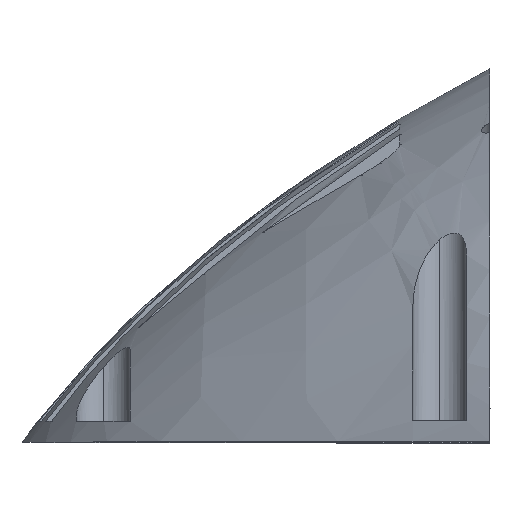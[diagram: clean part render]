
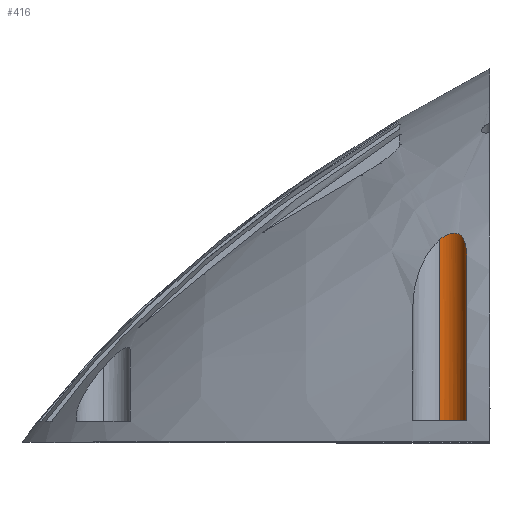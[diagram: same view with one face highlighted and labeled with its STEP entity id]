
A CAD part, top view. The second image highlights one B-rep face of the part: STEP entity #416.
In plain terms, the highlighted cylindrical face has radius 2.6 mm (diameter 5.2 mm), a partial arc.
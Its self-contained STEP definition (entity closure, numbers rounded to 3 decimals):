
#46 = CARTESIAN_POINT ( 'NONE',  ( 371.091, 1022.526, 846.165 ) ) ;
#55 = CARTESIAN_POINT ( 'NONE',  ( 371.704, 1000.429, 843.637 ) ) ;
#79 = CARTESIAN_POINT ( 'NONE',  ( 371.091, 1022.526, 843.565 ) ) ;
#90 = CARTESIAN_POINT ( 'NONE',  ( 371.427, 1000.269, 843.58 ) ) ;
#98 = VECTOR ( 'NONE', #2844, 1000. ) ;
#225 = EDGE_LOOP ( 'NONE', ( #2795, #5539, #1001, #5157 ) ) ;
#416 = ADVANCED_FACE ( 'NONE', ( #5456 ), #1147, .F. ) ;
#464 = CARTESIAN_POINT ( 'NONE',  ( 373.691, 1022.526, 846.165 ) ) ;
#556 = CARTESIAN_POINT ( 'NONE',  ( 372.56, 1000.661, 844.01 ) ) ;
#661 = CARTESIAN_POINT ( 'NONE',  ( 373.262, 1000.29, 844.722 ) ) ;
#830 = CARTESIAN_POINT ( 'NONE',  ( 373.691, 998.51, 846.165 ) ) ;
#838 = DIRECTION ( 'NONE',  ( 0., 1., 0. ) ) ;
#1001 = ORIENTED_EDGE ( 'NONE', *, *, #4512, .F. ) ;
#1124 = CARTESIAN_POINT ( 'NONE',  ( 373.691, 998.875, 845.938 ) ) ;
#1147 = CYLINDRICAL_SURFACE ( 'NONE', #2215, 2.6 ) ;
#1191 = CARTESIAN_POINT ( 'NONE',  ( 371.797, 1000.476, 843.661 ) ) ;
#1224 = CARTESIAN_POINT ( 'NONE',  ( 373.35, 1000.16, 844.869 ) ) ;
#1505 = CARTESIAN_POINT ( 'NONE',  ( 371.091, 982.526, 843.565 ) ) ;
#1703 = B_SPLINE_CURVE_WITH_KNOTS ( 'NONE', 3,
 ( #3924, #7045, #90, #55, #1191, #6106, #6540, #3886, #556, #2153, #4897, #6001, #3386, #661, #1224, #2186, #2687, #2224, #1124, #3251 ),
 .UNSPECIFIED., .F., .F.,
 ( 4, 2, 2, 2, 2, 2, 2, 2, 2, 4 ),
 ( 0.008, 0.008, 0.009, 0.009, 0.01, 0.01, 0.01, 0.011, 0.012, 0.013 ),
 .UNSPECIFIED. ) ;
#2064 = CARTESIAN_POINT ( 'NONE',  ( 371.091, 1000.003, 843.565 ) ) ;
#2153 = CARTESIAN_POINT ( 'NONE',  ( 372.806, 1000.603, 844.209 ) ) ;
#2186 = CARTESIAN_POINT ( 'NONE',  ( 373.492, 999.874, 845.155 ) ) ;
#2215 = AXIS2_PLACEMENT_3D ( 'NONE', #46, #7000, #4388 ) ;
#2224 = CARTESIAN_POINT ( 'NONE',  ( 373.663, 999.229, 845.693 ) ) ;
#2369 = VERTEX_POINT ( 'NONE', #6184 ) ;
#2683 = EDGE_CURVE ( 'NONE', #6877, #4935, #1703, .T. ) ;
#2687 = CARTESIAN_POINT ( 'NONE',  ( 373.545, 999.716, 845.295 ) ) ;
#2795 = ORIENTED_EDGE ( 'NONE', *, *, #2683, .F. ) ;
#2844 = DIRECTION ( 'NONE',  ( 0., -1., 0. ) ) ;
#2965 = CARTESIAN_POINT ( 'NONE',  ( 371.091, 982.526, 846.165 ) ) ;
#3251 = CARTESIAN_POINT ( 'NONE',  ( 373.691, 998.51, 846.165 ) ) ;
#3386 = CARTESIAN_POINT ( 'NONE',  ( 373.088, 1000.45, 844.498 ) ) ;
#3407 = AXIS2_PLACEMENT_3D ( 'NONE', #2965, #838, #6328 ) ;
#3886 = CARTESIAN_POINT ( 'NONE',  ( 372.371, 1000.656, 843.893 ) ) ;
#3924 = CARTESIAN_POINT ( 'NONE',  ( 371.091, 1000.003, 843.565 ) ) ;
#4071 = VECTOR ( 'NONE', #5233, 1000. ) ;
#4388 = DIRECTION ( 'NONE',  ( 0., 0., -1. ) ) ;
#4512 = EDGE_CURVE ( 'NONE', #2369, #5212, #6843, .T. ) ;
#4897 = CARTESIAN_POINT ( 'NONE',  ( 372.884, 1000.573, 844.28 ) ) ;
#4935 = VERTEX_POINT ( 'NONE', #830 ) ;
#5157 = ORIENTED_EDGE ( 'NONE', *, *, #6648, .F. ) ;
#5212 = VERTEX_POINT ( 'NONE', #1505 ) ;
#5233 = DIRECTION ( 'NONE',  ( 0., -1., 0. ) ) ;
#5456 = FACE_OUTER_BOUND ( 'NONE', #225, .T. ) ;
#5539 = ORIENTED_EDGE ( 'NONE', *, *, #6209, .T. ) ;
#5874 = LINE ( 'NONE', #464, #4071 ) ;
#6001 = CARTESIAN_POINT ( 'NONE',  ( 373.025, 1000.497, 844.424 ) ) ;
#6095 = LINE ( 'NONE', #79, #98 ) ;
#6106 = CARTESIAN_POINT ( 'NONE',  ( 371.987, 1000.555, 843.723 ) ) ;
#6184 = CARTESIAN_POINT ( 'NONE',  ( 373.691, 982.526, 846.165 ) ) ;
#6209 = EDGE_CURVE ( 'NONE', #6877, #5212, #6095, .T. ) ;
#6328 = DIRECTION ( 'NONE',  ( 0., 0., 1. ) ) ;
#6540 = CARTESIAN_POINT ( 'NONE',  ( 372.085, 1000.588, 843.76 ) ) ;
#6648 = EDGE_CURVE ( 'NONE', #4935, #2369, #5874, .T. ) ;
#6843 = CIRCLE ( 'NONE', #3407, 2.6 ) ;
#6877 = VERTEX_POINT ( 'NONE', #2064 ) ;
#7000 = DIRECTION ( 'NONE',  ( 0., -1., 0. ) ) ;
#7045 = CARTESIAN_POINT ( 'NONE',  ( 371.254, 1000.142, 843.565 ) ) ;
